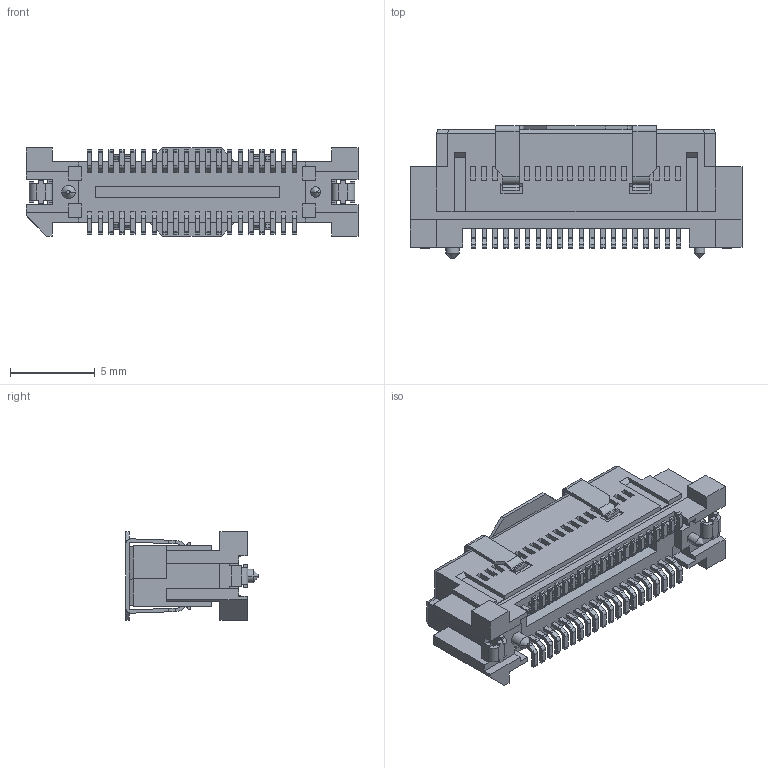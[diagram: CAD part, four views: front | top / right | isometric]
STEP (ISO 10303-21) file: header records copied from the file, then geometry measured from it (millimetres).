
FILE_DESCRIPTION((''),'2;1');
FILE_NAME('536470474','2020-07-10T',('gga'),(''),'PRO/ENGINEER BY PARAMETRIC TECHNOLOGY CORPORATION, 2016010','PRO/ENGINEER BY PARAMETRIC TECHNOLOGY CORPORATION, 2016010','');
FILE_SCHEMA(('CONFIG_CONTROL_DESIGN'));
Length unit declared in the file: millimetre
Products named in the file (1): 536470474
Bounding box: 19.57 x 7.8 x 5.2 mm (x, y, z)
Volume: 259 mm3; surface area: 1004.7 mm2
Topology: 3 solids, 3 shells, 1402 faces, 4106 edges, 2779 vertices
Faces by surface type: plane 1196, cylinder 202, cone 4
Entity records: 45657 total; most frequent: CARTESIAN_POINT 8108, ORIENTED_EDGE 7858, DIRECTION 7324, EDGE_CURVE 3929, VECTOR 3690, LINE 3690, VERTEX_POINT 2601, AXIS2_PLACEMENT_3D 1817
